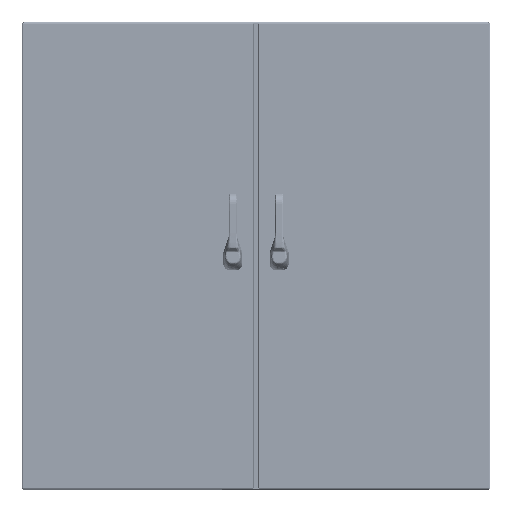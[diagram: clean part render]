
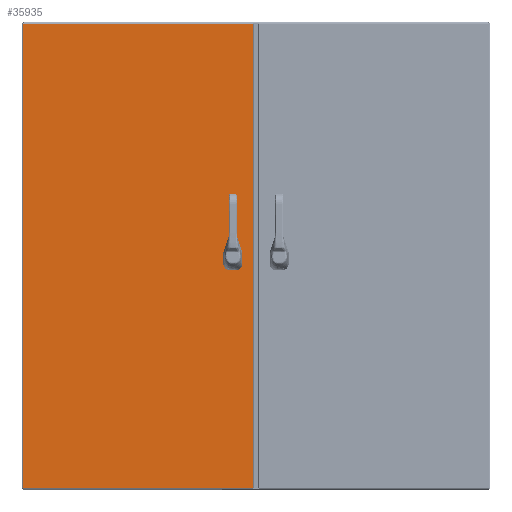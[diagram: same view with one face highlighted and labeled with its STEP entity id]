
A CAD part, top view. The second image highlights one B-rep face of the part: STEP entity #35935.
In plain terms, the highlighted face is planar.
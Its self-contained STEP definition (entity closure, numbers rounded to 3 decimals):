
#2545=LINE('',#54505,#4925);
#2549=LINE('',#54517,#4929);
#2553=LINE('',#54529,#4933);
#2557=LINE('',#54539,#4937);
#2581=LINE('',#54612,#4961);
#2596=LINE('',#54712,#4976);
#2602=LINE('',#54793,#4982);
#2616=LINE('',#54890,#4996);
#4925=VECTOR('',#43572,0.394);
#4929=VECTOR('',#43584,0.394);
#4933=VECTOR('',#43596,0.394);
#4937=VECTOR('',#43608,0.394);
#4961=VECTOR('',#43674,0.394);
#4976=VECTOR('',#43703,0.394);
#4982=VECTOR('',#43715,0.394);
#4996=VECTOR('',#43743,0.394);
#7118=PLANE('',#39083);
#7895=FACE_BOUND('',#10833,.T.);
#7896=FACE_BOUND('',#10834,.T.);
#7897=FACE_BOUND('',#10835,.T.);
#7898=FACE_BOUND('',#10836,.T.);
#8516=FACE_OUTER_BOUND('',#10832,.T.);
#10832=EDGE_LOOP('',(#24426,#24427,#24428,#24429));
#10833=EDGE_LOOP('',(#24430,#24431,#24432,#24433,#24434,#24435,#24436,#24437));
#10834=EDGE_LOOP('',(#24438));
#10835=EDGE_LOOP('',(#24439));
#10836=EDGE_LOOP('',(#24440));
#13321=CIRCLE('',#39025,0.453);
#13323=CIRCLE('',#39029,0.453);
#13325=CIRCLE('',#39033,0.453);
#13327=CIRCLE('',#39037,0.453);
#13329=CIRCLE('',#39041,0.14);
#13331=CIRCLE('',#39044,0.14);
#13333=CIRCLE('',#39047,0.14);
#15304=VERTEX_POINT('',#54496);
#15305=VERTEX_POINT('',#54498);
#15307=VERTEX_POINT('',#54504);
#15309=VERTEX_POINT('',#54510);
#15311=VERTEX_POINT('',#54516);
#15313=VERTEX_POINT('',#54522);
#15315=VERTEX_POINT('',#54528);
#15317=VERTEX_POINT('',#54534);
#15319=VERTEX_POINT('',#54543);
#15321=VERTEX_POINT('',#54548);
#15323=VERTEX_POINT('',#54553);
#15337=VERTEX_POINT('',#54603);
#15338=VERTEX_POINT('',#54611);
#15347=VERTEX_POINT('',#54703);
#15348=VERTEX_POINT('',#54711);
#18673=EDGE_CURVE('',#15305,#15304,#13321,.T.);
#18676=EDGE_CURVE('',#15307,#15305,#2545,.T.);
#18679=EDGE_CURVE('',#15309,#15307,#13323,.T.);
#18682=EDGE_CURVE('',#15311,#15309,#2549,.T.);
#18685=EDGE_CURVE('',#15313,#15311,#13325,.T.);
#18688=EDGE_CURVE('',#15315,#15313,#2553,.T.);
#18691=EDGE_CURVE('',#15317,#15315,#13327,.T.);
#18694=EDGE_CURVE('',#15304,#15317,#2557,.T.);
#18696=EDGE_CURVE('',#15319,#15319,#13329,.T.);
#18698=EDGE_CURVE('',#15321,#15321,#13331,.T.);
#18700=EDGE_CURVE('',#15323,#15323,#13333,.T.);
#18725=EDGE_CURVE('',#15338,#15337,#2581,.T.);
#18744=EDGE_CURVE('',#15348,#15347,#2596,.T.);
#18754=EDGE_CURVE('',#15347,#15338,#2602,.T.);
#18772=EDGE_CURVE('',#15337,#15348,#2616,.T.);
#24426=ORIENTED_EDGE('',*,*,#18725,.T.);
#24427=ORIENTED_EDGE('',*,*,#18772,.T.);
#24428=ORIENTED_EDGE('',*,*,#18744,.T.);
#24429=ORIENTED_EDGE('',*,*,#18754,.T.);
#24430=ORIENTED_EDGE('',*,*,#18673,.T.);
#24431=ORIENTED_EDGE('',*,*,#18694,.T.);
#24432=ORIENTED_EDGE('',*,*,#18691,.T.);
#24433=ORIENTED_EDGE('',*,*,#18688,.T.);
#24434=ORIENTED_EDGE('',*,*,#18685,.T.);
#24435=ORIENTED_EDGE('',*,*,#18682,.T.);
#24436=ORIENTED_EDGE('',*,*,#18679,.T.);
#24437=ORIENTED_EDGE('',*,*,#18676,.T.);
#24438=ORIENTED_EDGE('',*,*,#18696,.T.);
#24439=ORIENTED_EDGE('',*,*,#18698,.T.);
#24440=ORIENTED_EDGE('',*,*,#18700,.T.);
#35935=ADVANCED_FACE('',(#8516,#7895,#7896,#7897,#7898),#7118,.F.);
#39025=AXIS2_PLACEMENT_3D('',#54499,#43566,#43567);
#39029=AXIS2_PLACEMENT_3D('',#54511,#43578,#43579);
#39033=AXIS2_PLACEMENT_3D('',#54523,#43590,#43591);
#39037=AXIS2_PLACEMENT_3D('',#54535,#43602,#43603);
#39041=AXIS2_PLACEMENT_3D('',#54544,#43613,#43614);
#39044=AXIS2_PLACEMENT_3D('',#54549,#43619,#43620);
#39047=AXIS2_PLACEMENT_3D('',#54554,#43625,#43626);
#39083=AXIS2_PLACEMENT_3D('',#54976,#43768,#43769);
#43566=DIRECTION('center_axis',(0.,0.,1.));
#43567=DIRECTION('ref_axis',(-0.469,-0.883,0.));
#43572=DIRECTION('',(0.,1.,0.));
#43578=DIRECTION('center_axis',(0.,0.,1.));
#43579=DIRECTION('ref_axis',(-0.883,0.469,0.));
#43584=DIRECTION('',(1.,0.,0.));
#43590=DIRECTION('center_axis',(0.,0.,1.));
#43591=DIRECTION('ref_axis',(0.469,0.883,0.));
#43596=DIRECTION('',(0.,-1.,0.));
#43602=DIRECTION('center_axis',(0.,0.,1.));
#43603=DIRECTION('ref_axis',(0.883,-0.469,0.));
#43608=DIRECTION('',(-1.,0.,0.));
#43613=DIRECTION('center_axis',(0.,0.,1.));
#43614=DIRECTION('ref_axis',(1.,0.,0.));
#43619=DIRECTION('center_axis',(0.,0.,1.));
#43620=DIRECTION('ref_axis',(1.,0.,0.));
#43625=DIRECTION('center_axis',(0.,0.,1.));
#43626=DIRECTION('ref_axis',(1.,0.,0.));
#43674=DIRECTION('',(0.,1.,0.));
#43703=DIRECTION('',(0.,-1.,0.));
#43715=DIRECTION('',(-1.,0.,0.));
#43743=DIRECTION('',(1.,0.,0.));
#43768=DIRECTION('center_axis',(0.,0.,1.));
#43769=DIRECTION('ref_axis',(1.,0.,0.));
#54496=CARTESIAN_POINT('',(2.338,24.275,0.));
#54498=CARTESIAN_POINT('',(2.525,24.088,0.));
#54499=CARTESIAN_POINT('Origin',(2.125,23.875,0.));
#54504=CARTESIAN_POINT('',(2.525,23.662,0.));
#54505=CARTESIAN_POINT('',(2.525,23.981,0.));
#54510=CARTESIAN_POINT('',(2.338,23.475,0.));
#54511=CARTESIAN_POINT('Origin',(2.125,23.875,0.));
#54516=CARTESIAN_POINT('',(1.912,23.475,0.));
#54517=CARTESIAN_POINT('',(7.106,23.475,0.));
#54522=CARTESIAN_POINT('',(1.725,23.662,0.));
#54523=CARTESIAN_POINT('Origin',(2.125,23.875,0.));
#54528=CARTESIAN_POINT('',(1.725,24.088,0.));
#54529=CARTESIAN_POINT('',(1.725,23.769,0.));
#54534=CARTESIAN_POINT('',(1.912,24.275,0.));
#54535=CARTESIAN_POINT('Origin',(2.125,23.875,0.));
#54539=CARTESIAN_POINT('',(6.894,24.275,0.));
#54543=CARTESIAN_POINT('',(1.985,25.253,0.));
#54544=CARTESIAN_POINT('Origin',(2.125,25.253,0.));
#54548=CARTESIAN_POINT('',(1.985,24.761,0.));
#54549=CARTESIAN_POINT('Origin',(2.125,24.761,0.));
#54553=CARTESIAN_POINT('',(1.985,22.99,0.));
#54554=CARTESIAN_POINT('Origin',(2.125,22.99,0.));
#54603=CARTESIAN_POINT('',(0.105,47.645,0.));
#54611=CARTESIAN_POINT('',(0.105,0.105,0.));
#54612=CARTESIAN_POINT('',(0.105,11.99,0.));
#54703=CARTESIAN_POINT('',(23.645,0.105,0.));
#54711=CARTESIAN_POINT('',(23.645,47.645,0.));
#54712=CARTESIAN_POINT('',(23.645,35.76,0.));
#54793=CARTESIAN_POINT('',(17.76,0.105,0.));
#54890=CARTESIAN_POINT('',(5.99,47.645,0.));
#54976=CARTESIAN_POINT('Origin',(11.875,23.875,0.));
